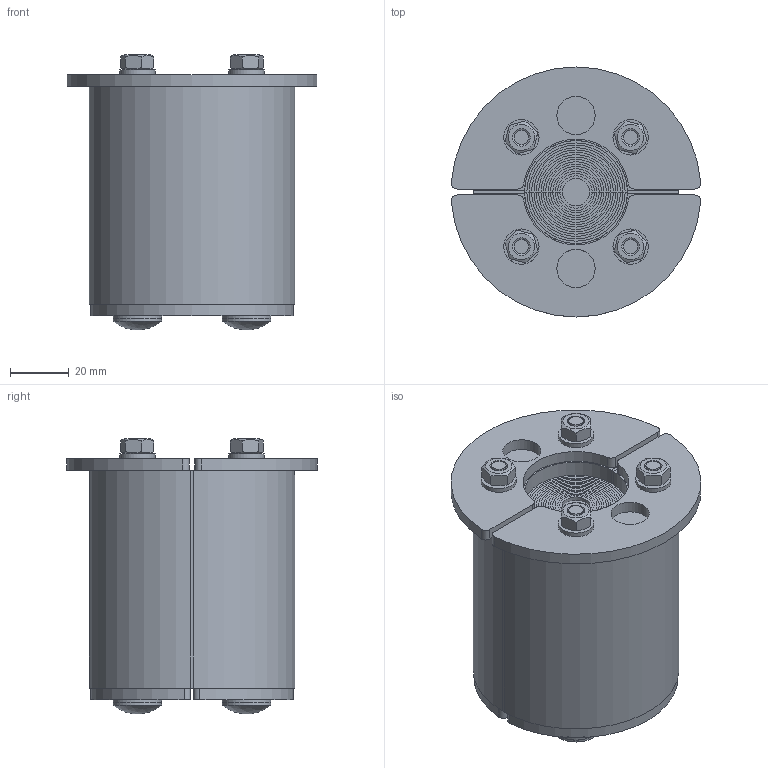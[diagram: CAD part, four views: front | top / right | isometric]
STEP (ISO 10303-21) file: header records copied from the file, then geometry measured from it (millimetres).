
FILE_DESCRIPTION((''),'2;1');
FILE_NAME('RSUG70.stp','2016-02-05T08:35:20',('se-mareng'),(''),'Autodesk Inventor 2013','Autodesk Inventor 2013','');
FILE_SCHEMA(('AUTOMOTIVE_DESIGN { 1 0 10303 214 1 1 1 1 }'));
Length unit declared in the file: millimetre
Products named in the file (11): 100-055487; 100-055488; 100-055492; 100-055491; 100-055489; 100-055490; DIN 603 M6 x 90; ISO 4032 M6; ISO 7089 6 - 140 HV; 100-006387; 100-061054
Assembly tree (25 placements, depth 3):
  100-055487
    100-055488  x2
      100-055492
      100-055491
    100-055489  x2
    100-055490  x2
    DIN 603 M6 x 90  x4
    ISO 4032 M6  x4
    ISO 7089 6 - 140 HV  x4
    100-006387  x4
    100-061054
Bounding box: 84.77 x 85 x 93.79 mm (x, y, z)
Volume: 311731.2 mm3; surface area: 219334.6 mm2
Topology: 55 solids, 55 shells, 1113 faces, 2779 edges, 1926 vertices
Faces by surface type: plane 710, bspline 236, cylinder 127, cone 36, sphere 4
Full cylindrical faces by diameter (mm): 4.917 x4, 5.5 x4, 6 x4, 6.2 x4, 6.4 x4, 10 x1, 12 x4, 13 x2, 16.5 x4, 16.55 x4
Entity records: 16726 total; most frequent: CARTESIAN_POINT 4317, ORIENTED_EDGE 2520, DIRECTION 2052, EDGE_CURVE 1260, VECTOR 894, LINE 894, VERTEX_POINT 848, EDGE_LOOP 600
